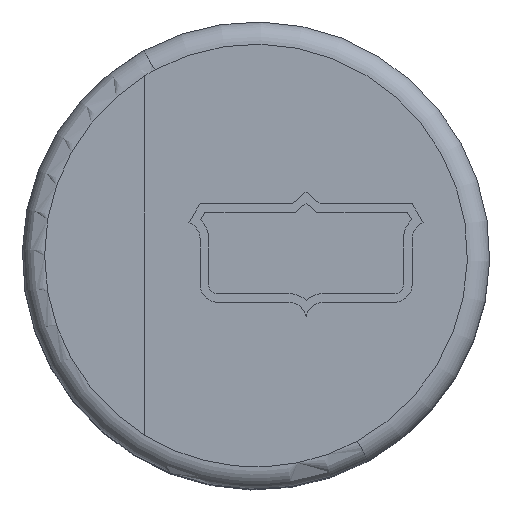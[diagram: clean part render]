
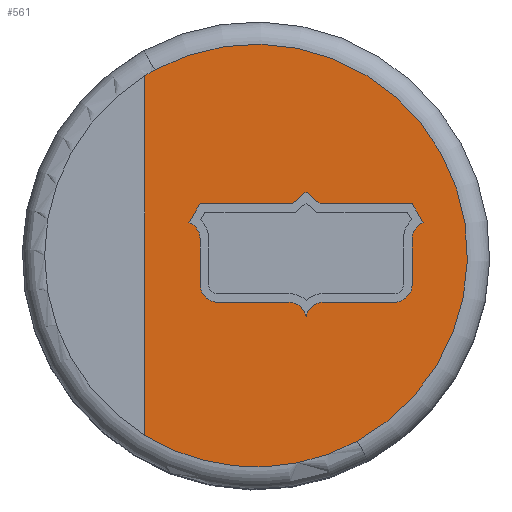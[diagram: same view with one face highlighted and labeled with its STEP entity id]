
A CAD part, top view. The second image highlights one B-rep face of the part: STEP entity #561.
In plain terms, the highlighted planar face has unit normal (0, 0, 1).
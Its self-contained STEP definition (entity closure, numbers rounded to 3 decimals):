
#253=CARTESIAN_POINT('Axis2P3D Location',(0.,2.85,8.)) ;
#397=CARTESIAN_POINT('Axis2P3D Location',(0.,0.,8.)) ;
#401=CARTESIAN_POINT('Vertex',(-1.5,-2.423,8.)) ;
#403=CARTESIAN_POINT('Vertex',(1.366,-2.501,8.)) ;
#406=CARTESIAN_POINT('Axis2P3D Location',(0.,0.,8.)) ;
#410=CARTESIAN_POINT('Vertex',(-1.366,2.501,8.)) ;
#413=CARTESIAN_POINT('Axis2P3D Location',(0.,0.,8.)) ;
#417=CARTESIAN_POINT('Vertex',(-1.5,2.423,8.)) ;
#420=CARTESIAN_POINT('Line Origine',(-1.5,0.,8.)) ;
#431=CARTESIAN_POINT('Axis2P3D Location',(-0.517,-0.392,8.)) ;
#435=CARTESIAN_POINT('Vertex',(-0.754,-0.392,8.)) ;
#437=CARTESIAN_POINT('Vertex',(-0.517,-0.628,8.)) ;
#440=CARTESIAN_POINT('Line Origine',(-0.754,-0.083,8.)) ;
#444=CARTESIAN_POINT('Vertex',(-0.754,0.225,8.)) ;
#447=CARTESIAN_POINT('Axis2P3D Location',(-0.991,0.225,8.)) ;
#451=CARTESIAN_POINT('Vertex',(-0.904,0.446,8.)) ;
#454=CARTESIAN_POINT('Line Origine',(-0.829,0.572,8.)) ;
#458=CARTESIAN_POINT('Vertex',(-0.754,0.698,8.)) ;
#461=CARTESIAN_POINT('Line Origine',(-0.134,0.698,8.)) ;
#465=CARTESIAN_POINT('Vertex',(0.487,0.698,8.)) ;
#468=CARTESIAN_POINT('Line Origine',(0.581,0.777,8.)) ;
#472=CARTESIAN_POINT('Vertex',(0.675,0.856,8.)) ;
#475=CARTESIAN_POINT('Line Origine',(0.769,0.777,8.)) ;
#479=CARTESIAN_POINT('Vertex',(0.863,0.698,8.)) ;
#482=CARTESIAN_POINT('Line Origine',(1.484,0.698,8.)) ;
#486=CARTESIAN_POINT('Vertex',(2.104,0.698,8.)) ;
#489=CARTESIAN_POINT('Line Origine',(2.179,0.572,8.)) ;
#493=CARTESIAN_POINT('Vertex',(2.254,0.446,8.)) ;
#496=CARTESIAN_POINT('Axis2P3D Location',(2.341,0.225,8.)) ;
#500=CARTESIAN_POINT('Vertex',(2.104,0.225,8.)) ;
#503=CARTESIAN_POINT('Line Origine',(2.104,-0.083,8.)) ;
#507=CARTESIAN_POINT('Vertex',(2.104,-0.392,8.)) ;
#510=CARTESIAN_POINT('Axis2P3D Location',(1.867,-0.392,8.)) ;
#514=CARTESIAN_POINT('Vertex',(1.867,-0.628,8.)) ;
#517=CARTESIAN_POINT('Line Origine',(1.388,-0.628,8.)) ;
#521=CARTESIAN_POINT('Vertex',(0.909,-0.628,8.)) ;
#524=CARTESIAN_POINT('Axis2P3D Location',(0.909,-0.865,8.)) ;
#528=CARTESIAN_POINT('Vertex',(0.675,-0.826,8.)) ;
#531=CARTESIAN_POINT('Axis2P3D Location',(0.441,-0.865,8.)) ;
#535=CARTESIAN_POINT('Vertex',(0.441,-0.628,8.)) ;
#538=CARTESIAN_POINT('Line Origine',(-0.038,-0.628,8.)) ;
#422=VECTOR('Line Direction',#421,1.) ;
#442=VECTOR('Line Direction',#441,1.) ;
#456=VECTOR('Line Direction',#455,1.) ;
#463=VECTOR('Line Direction',#462,1.) ;
#470=VECTOR('Line Direction',#469,1.) ;
#477=VECTOR('Line Direction',#476,1.) ;
#484=VECTOR('Line Direction',#483,1.) ;
#491=VECTOR('Line Direction',#490,1.) ;
#505=VECTOR('Line Direction',#504,1.) ;
#519=VECTOR('Line Direction',#518,1.) ;
#540=VECTOR('Line Direction',#539,1.) ;
#254=DIRECTION('Axis2P3D Direction',(0.,0.,1.)) ;
#255=DIRECTION('Axis2P3D XDirection',(1.,0.,0.)) ;
#398=DIRECTION('Axis2P3D Direction',(0.,0.,1.)) ;
#407=DIRECTION('Axis2P3D Direction',(0.,0.,1.)) ;
#414=DIRECTION('Axis2P3D Direction',(0.,0.,1.)) ;
#421=DIRECTION('Vector Direction',(0.,-1.,0.)) ;
#432=DIRECTION('Axis2P3D Direction',(0.,0.,1.)) ;
#441=DIRECTION('Vector Direction',(0.,1.,0.)) ;
#448=DIRECTION('Axis2P3D Direction',(0.,0.,1.)) ;
#455=DIRECTION('Vector Direction',(-0.511,-0.86,0.)) ;
#462=DIRECTION('Vector Direction',(-1.,0.,0.)) ;
#469=DIRECTION('Vector Direction',(-0.766,-0.643,0.)) ;
#476=DIRECTION('Vector Direction',(0.766,-0.643,0.)) ;
#483=DIRECTION('Vector Direction',(1.,0.,0.)) ;
#490=DIRECTION('Vector Direction',(0.511,-0.86,0.)) ;
#497=DIRECTION('Axis2P3D Direction',(0.,0.,1.)) ;
#504=DIRECTION('Vector Direction',(0.,1.,0.)) ;
#511=DIRECTION('Axis2P3D Direction',(0.,0.,1.)) ;
#518=DIRECTION('Vector Direction',(1.,0.,0.)) ;
#525=DIRECTION('Axis2P3D Direction',(0.,0.,1.)) ;
#532=DIRECTION('Axis2P3D Direction',(0.,0.,1.)) ;
#539=DIRECTION('Vector Direction',(-1.,0.,0.)) ;
#256=AXIS2_PLACEMENT_3D('Plane Axis2P3D',#253,#254,#255) ;
#399=AXIS2_PLACEMENT_3D('Circle Axis2P3D',#397,#398,$) ;
#408=AXIS2_PLACEMENT_3D('Circle Axis2P3D',#406,#407,$) ;
#415=AXIS2_PLACEMENT_3D('Circle Axis2P3D',#413,#414,$) ;
#433=AXIS2_PLACEMENT_3D('Circle Axis2P3D',#431,#432,$) ;
#449=AXIS2_PLACEMENT_3D('Circle Axis2P3D',#447,#448,$) ;
#498=AXIS2_PLACEMENT_3D('Circle Axis2P3D',#496,#497,$) ;
#512=AXIS2_PLACEMENT_3D('Circle Axis2P3D',#510,#511,$) ;
#526=AXIS2_PLACEMENT_3D('Circle Axis2P3D',#524,#525,$) ;
#533=AXIS2_PLACEMENT_3D('Circle Axis2P3D',#531,#532,$) ;
#423=LINE('Line',#420,#422) ;
#443=LINE('Line',#440,#442) ;
#457=LINE('Line',#454,#456) ;
#464=LINE('Line',#461,#463) ;
#471=LINE('Line',#468,#470) ;
#478=LINE('Line',#475,#477) ;
#485=LINE('Line',#482,#484) ;
#492=LINE('Line',#489,#491) ;
#506=LINE('Line',#503,#505) ;
#520=LINE('Line',#517,#519) ;
#541=LINE('Line',#538,#540) ;
#400=CIRCLE('generated circle',#399,2.85) ;
#409=CIRCLE('generated circle',#408,2.85) ;
#416=CIRCLE('generated circle',#415,2.85) ;
#434=CIRCLE('generated circle',#433,0.237) ;
#450=CIRCLE('generated circle',#449,0.237) ;
#499=CIRCLE('generated circle',#498,0.237) ;
#513=CIRCLE('generated circle',#512,0.237) ;
#527=CIRCLE('generated circle',#526,0.237) ;
#534=CIRCLE('generated circle',#533,0.237) ;
#257=PLANE('',#256) ;
#560=FACE_BOUND('',#543,.T.) ;
#405=EDGE_CURVE('',#402,#404,#400,.T.) ;
#412=EDGE_CURVE('',#404,#411,#409,.T.) ;
#419=EDGE_CURVE('',#411,#418,#416,.T.) ;
#424=EDGE_CURVE('',#402,#418,#423,.F.) ;
#439=EDGE_CURVE('',#436,#438,#434,.T.) ;
#446=EDGE_CURVE('',#445,#436,#443,.F.) ;
#453=EDGE_CURVE('',#452,#445,#450,.F.) ;
#460=EDGE_CURVE('',#459,#452,#457,.T.) ;
#467=EDGE_CURVE('',#466,#459,#464,.T.) ;
#474=EDGE_CURVE('',#473,#466,#471,.T.) ;
#481=EDGE_CURVE('',#480,#473,#478,.F.) ;
#488=EDGE_CURVE('',#487,#480,#485,.F.) ;
#495=EDGE_CURVE('',#494,#487,#492,.F.) ;
#502=EDGE_CURVE('',#501,#494,#499,.F.) ;
#509=EDGE_CURVE('',#508,#501,#506,.T.) ;
#516=EDGE_CURVE('',#515,#508,#513,.T.) ;
#523=EDGE_CURVE('',#522,#515,#520,.T.) ;
#530=EDGE_CURVE('',#529,#522,#527,.F.) ;
#537=EDGE_CURVE('',#536,#529,#534,.F.) ;
#542=EDGE_CURVE('',#438,#536,#541,.F.) ;
#425=EDGE_LOOP('',(#426,#427,#428,#429)) ;
#543=EDGE_LOOP('',(#544,#545,#546,#547,#548,#549,#550,#551,#552,#553,#554,#555,#556,#557,#558,#559)) ;
#426=ORIENTED_EDGE('',*,*,#405,.T.) ;
#427=ORIENTED_EDGE('',*,*,#412,.T.) ;
#428=ORIENTED_EDGE('',*,*,#419,.T.) ;
#429=ORIENTED_EDGE('',*,*,#424,.F.) ;
#544=ORIENTED_EDGE('',*,*,#439,.F.) ;
#545=ORIENTED_EDGE('',*,*,#446,.F.) ;
#546=ORIENTED_EDGE('',*,*,#453,.F.) ;
#547=ORIENTED_EDGE('',*,*,#460,.F.) ;
#548=ORIENTED_EDGE('',*,*,#467,.F.) ;
#549=ORIENTED_EDGE('',*,*,#474,.F.) ;
#550=ORIENTED_EDGE('',*,*,#481,.F.) ;
#551=ORIENTED_EDGE('',*,*,#488,.F.) ;
#552=ORIENTED_EDGE('',*,*,#495,.F.) ;
#553=ORIENTED_EDGE('',*,*,#502,.F.) ;
#554=ORIENTED_EDGE('',*,*,#509,.F.) ;
#555=ORIENTED_EDGE('',*,*,#516,.F.) ;
#556=ORIENTED_EDGE('',*,*,#523,.F.) ;
#557=ORIENTED_EDGE('',*,*,#530,.F.) ;
#558=ORIENTED_EDGE('',*,*,#537,.F.) ;
#559=ORIENTED_EDGE('',*,*,#542,.F.) ;
#402=VERTEX_POINT('',#401) ;
#404=VERTEX_POINT('',#403) ;
#411=VERTEX_POINT('',#410) ;
#418=VERTEX_POINT('',#417) ;
#436=VERTEX_POINT('',#435) ;
#438=VERTEX_POINT('',#437) ;
#445=VERTEX_POINT('',#444) ;
#452=VERTEX_POINT('',#451) ;
#459=VERTEX_POINT('',#458) ;
#466=VERTEX_POINT('',#465) ;
#473=VERTEX_POINT('',#472) ;
#480=VERTEX_POINT('',#479) ;
#487=VERTEX_POINT('',#486) ;
#494=VERTEX_POINT('',#493) ;
#501=VERTEX_POINT('',#500) ;
#508=VERTEX_POINT('',#507) ;
#515=VERTEX_POINT('',#514) ;
#522=VERTEX_POINT('',#521) ;
#529=VERTEX_POINT('',#528) ;
#536=VERTEX_POINT('',#535) ;
#561=ADVANCED_FACE('\X2\FF8AFF9FFF70FF82\X0\ \X2\FF8EFF9EFF83FF9EFF68FF70\X0\',(#430,#560),#257,.T.) ;
#430=FACE_OUTER_BOUND('',#425,.T.) ;
